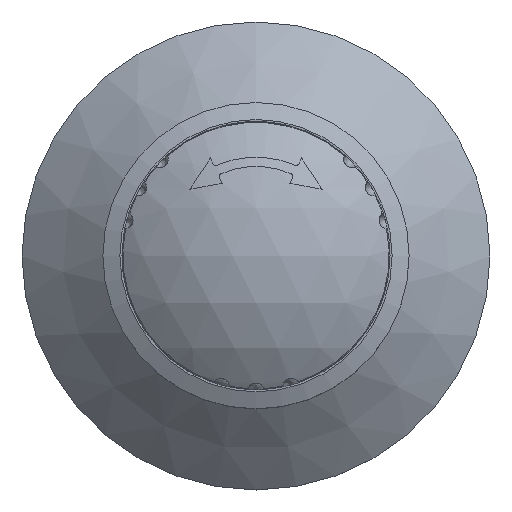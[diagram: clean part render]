
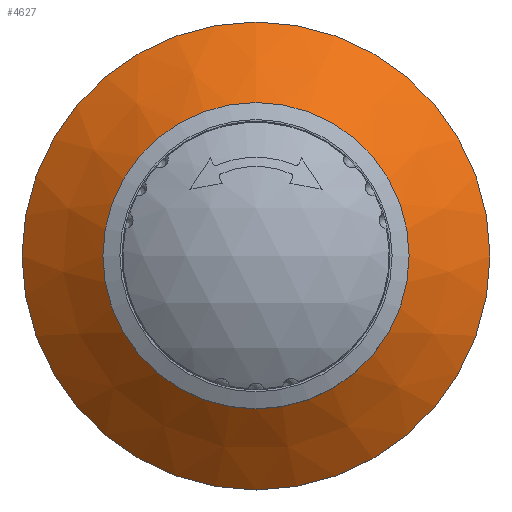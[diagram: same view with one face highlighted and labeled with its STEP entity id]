
A CAD part, top view. The second image highlights one B-rep face of the part: STEP entity #4627.
In plain terms, the highlighted conical face has half-angle 50 degrees and reference radius 22.75 mm.
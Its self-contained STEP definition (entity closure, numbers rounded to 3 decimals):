
#41=CONICAL_SURFACE('',#5070,22.75,0.873);
#331=LINE('',#8189,#624);
#624=VECTOR('',#6017,22.75);
#1024=FACE_OUTER_BOUND('',#1307,.T.);
#1307=EDGE_LOOP('',(#3610,#3611,#3612,#3613));
#1765=CIRCLE('',#5069,27.5);
#1766=CIRCLE('',#5071,18.);
#2145=VERTEX_POINT('',#8184);
#2146=VERTEX_POINT('',#8188);
#2697=EDGE_CURVE('',#2145,#2145,#1765,.T.);
#2698=EDGE_CURVE('',#2145,#2146,#331,.T.);
#2699=EDGE_CURVE('',#2146,#2146,#1766,.T.);
#3610=ORIENTED_EDGE('',*,*,#2697,.F.);
#3611=ORIENTED_EDGE('',*,*,#2698,.T.);
#3612=ORIENTED_EDGE('',*,*,#2699,.T.);
#3613=ORIENTED_EDGE('',*,*,#2698,.F.);
#4627=ADVANCED_FACE('',(#1024),#41,.T.);
#5069=AXIS2_PLACEMENT_3D('',#8186,#6013,#6014);
#5070=AXIS2_PLACEMENT_3D('',#8187,#6015,#6016);
#5071=AXIS2_PLACEMENT_3D('',#8190,#6018,#6019);
#6013=DIRECTION('center_axis',(0.,0.,
-1.));
#6014=DIRECTION('ref_axis',(0.,-1.,0.));
#6015=DIRECTION('center_axis',(0.,0.,
-1.));
#6016=DIRECTION('ref_axis',(0.,-1.,0.));
#6017=DIRECTION('',(0.,-0.766,0.643));
#6018=DIRECTION('center_axis',(0.,0.,
-1.));
#6019=DIRECTION('ref_axis',(0.,-1.,0.));
#8184=CARTESIAN_POINT('',(0.,27.5,21.679));
#8186=CARTESIAN_POINT('Origin',(0.,0.,
21.679));
#8187=CARTESIAN_POINT('Origin',(0.,0.,
25.664));
#8188=CARTESIAN_POINT('',(0.,18.,29.65));
#8189=CARTESIAN_POINT('',(0.,22.75,25.664));
#8190=CARTESIAN_POINT('Origin',(0.,0.,
29.65));
